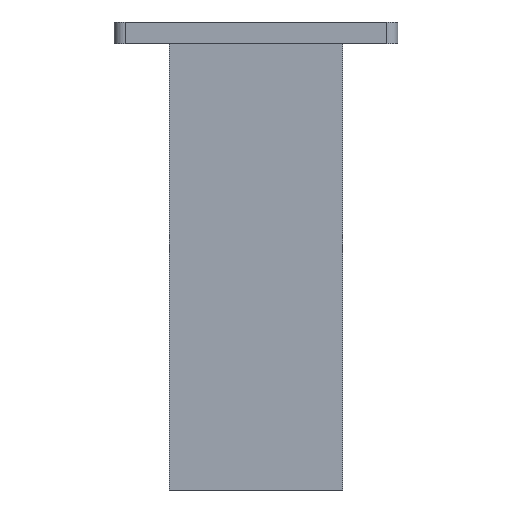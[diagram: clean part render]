
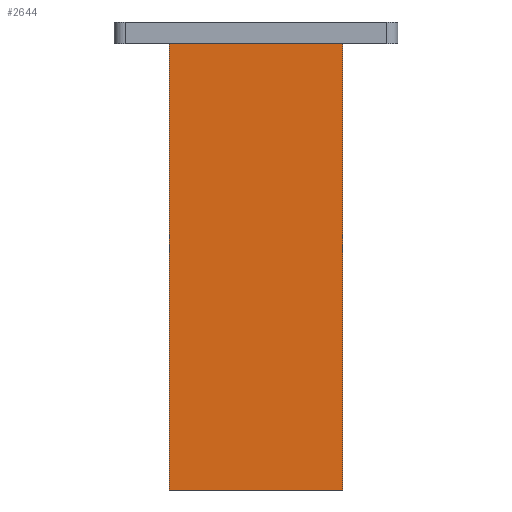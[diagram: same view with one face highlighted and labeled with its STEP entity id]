
A CAD part, front view. The second image highlights one B-rep face of the part: STEP entity #2644.
In plain terms, the highlighted planar face has unit normal (0, -1, 0).
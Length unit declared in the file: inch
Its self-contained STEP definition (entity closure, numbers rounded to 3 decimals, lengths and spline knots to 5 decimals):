
#2 = CARTESIAN_POINT ( 'NONE',  ( 0., 0., 2.7 ) ) ;
#39 = CARTESIAN_POINT ( 'NONE',  ( 1., 0., 0. ) ) ;
#58 = DIRECTION ( 'NONE',  ( 0., 0., -1. ) ) ;
#188 = VECTOR ( 'NONE', #2262, 39.37008 ) ;
#219 = ORIENTED_EDGE ( 'NONE', *, *, #2282, .F. ) ;
#585 = ORIENTED_EDGE ( 'NONE', *, *, #767, .F. ) ;
#647 = AXIS2_PLACEMENT_3D ( 'NONE', #948, #1730, #997 ) ;
#648 = VERTEX_POINT ( 'NONE', #39 ) ;
#734 = PLANE ( 'NONE',  #647 ) ;
#767 = EDGE_CURVE ( 'NONE', #1381, #2484, #1944, .T. ) ;
#787 = ORIENTED_EDGE ( 'NONE', *, *, #1677, .T. ) ;
#828 = CARTESIAN_POINT ( 'NONE',  ( 0., 0., 2.7 ) ) ;
#948 = CARTESIAN_POINT ( 'NONE',  ( 0., 0., 2.7 ) ) ;
#997 = DIRECTION ( 'NONE',  ( 0., 0., 1. ) ) ;
#1026 = LINE ( 'NONE', #2, #188 ) ;
#1067 = CARTESIAN_POINT ( 'NONE',  ( 0., 0., 0. ) ) ;
#1160 = CARTESIAN_POINT ( 'NONE',  ( 1., 0., 2.7 ) ) ;
#1198 = ORIENTED_EDGE ( 'NONE', *, *, #2806, .T. ) ;
#1381 = VERTEX_POINT ( 'NONE', #3008 ) ;
#1505 = VERTEX_POINT ( 'NONE', #2044 ) ;
#1620 = FACE_OUTER_BOUND ( 'NONE', #3215, .T. ) ;
#1677 = EDGE_CURVE ( 'NONE', #1505, #648, #2133, .T. ) ;
#1730 = DIRECTION ( 'NONE',  ( 0., 1., 0. ) ) ;
#1744 = VECTOR ( 'NONE', #58, 39.37008 ) ;
#1795 = DIRECTION ( 'NONE',  ( 1., 0., 0. ) ) ;
#1856 = DIRECTION ( 'NONE',  ( 1., 0., 0. ) ) ;
#1859 = LINE ( 'NONE', #2565, #1744 ) ;
#1944 = LINE ( 'NONE', #828, #2252 ) ;
#2023 = VECTOR ( 'NONE', #1795, 39.37008 ) ;
#2044 = CARTESIAN_POINT ( 'NONE',  ( 0., 0., 0. ) ) ;
#2133 = LINE ( 'NONE', #1067, #2023 ) ;
#2252 = VECTOR ( 'NONE', #1856, 39.37008 ) ;
#2262 = DIRECTION ( 'NONE',  ( 0., 0., -1. ) ) ;
#2282 = EDGE_CURVE ( 'NONE', #2484, #648, #1859, .T. ) ;
#2484 = VERTEX_POINT ( 'NONE', #1160 ) ;
#2565 = CARTESIAN_POINT ( 'NONE',  ( 1., 0., 2.7 ) ) ;
#2644 = ADVANCED_FACE ( 'NONE', ( #1620 ), #734, .F. ) ;
#2806 = EDGE_CURVE ( 'NONE', #1381, #1505, #1026, .T. ) ;
#3008 = CARTESIAN_POINT ( 'NONE',  ( 0., 0., 2.7 ) ) ;
#3215 = EDGE_LOOP ( 'NONE', ( #787, #219, #585, #1198 ) ) ;
